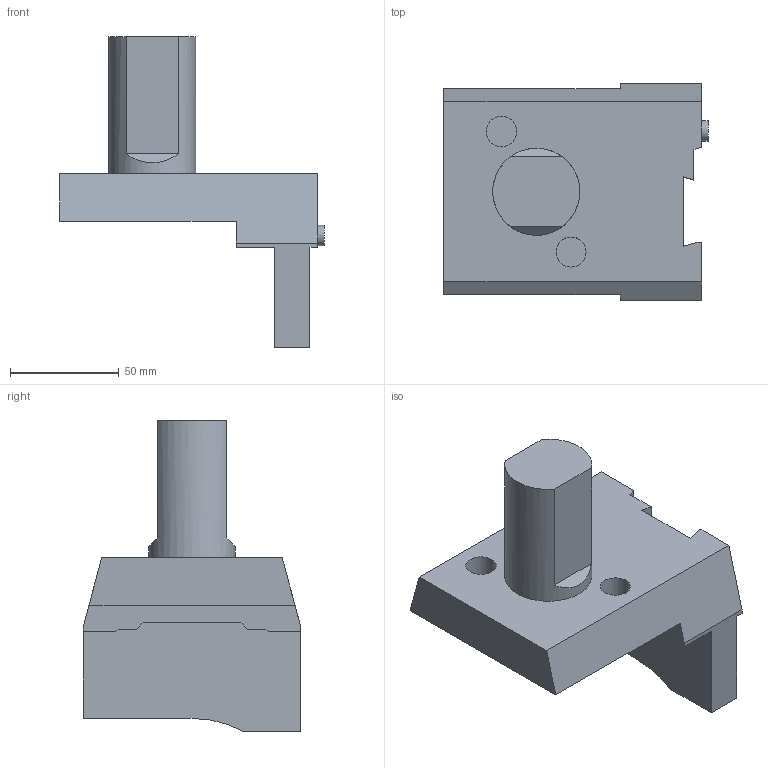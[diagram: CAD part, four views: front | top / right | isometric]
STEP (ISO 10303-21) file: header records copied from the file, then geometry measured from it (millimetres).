
FILE_DESCRIPTION(/* description */ (''),/* implementation_level */ '2;1');
FILE_NAME(/* name */ '1597064627836.stp',/* time_stamp */ '2020-08-10T15:03:55+02:00',/* author */ (''),/* organization */ ('SMS'),/* preprocessor_version */ 'ST-DEVELOPER v16.7',/* originating_system */ 'SIEMENS PLM Software NX 12.0',/* authorisation */ '');
FILE_SCHEMA (('AUTOMOTIVE_DESIGN { 1 0 10303 214 3 1 1 1 }'));
Length unit declared in the file: millimetre
Products named in the file (1): 201753270mod000_01
Bounding box: 121.5 x 100 x 143 mm (x, y, z)
Volume: 392320.5 mm3; surface area: 53329 mm2
Topology: 1 solids, 1 shells, 55 faces, 148 edges, 102 vertices
Faces by surface type: plane 47, cylinder 8
Full cylindrical faces by diameter (mm): 9.3 x1, 13.8 x1, 14 x1, 40 x1
Entity records: 1744 total; most frequent: CARTESIAN_POINT 301, ORIENTED_EDGE 284, DIRECTION 283, EDGE_CURVE 142, LINE 119, VECTOR 119, VERTEX_POINT 97, AXIS2_PLACEMENT_3D 82
